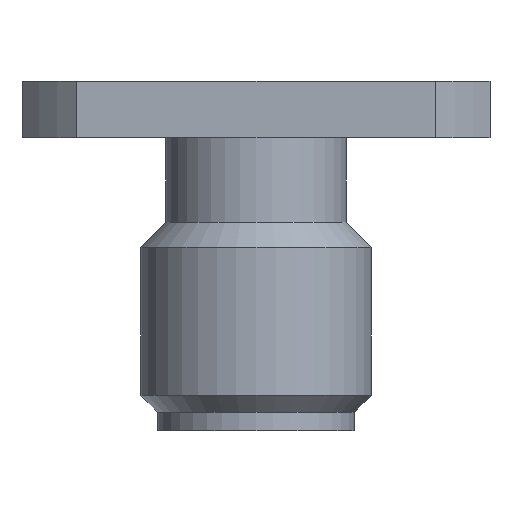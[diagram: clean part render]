
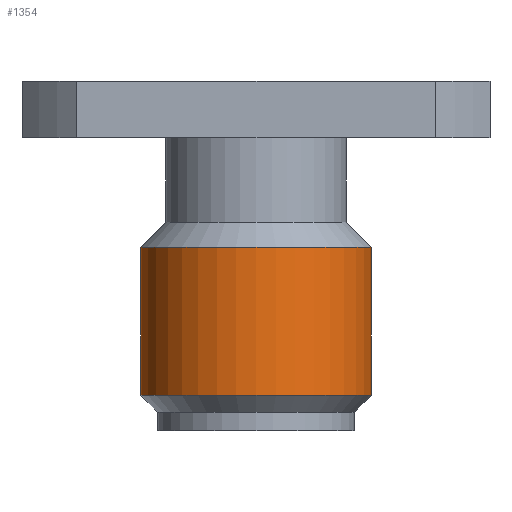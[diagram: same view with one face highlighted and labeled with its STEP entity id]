
A CAD part, front view. The second image highlights one B-rep face of the part: STEP entity #1354.
In plain terms, the highlighted cylindrical face has radius 3.13 mm (diameter 6.26 mm), a partial arc.
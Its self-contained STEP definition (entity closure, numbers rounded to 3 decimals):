
#40 = EDGE_CURVE ( 'NONE', #663, #1612, #474, .T. ) ;
#48 = CIRCLE ( 'NONE', #442, 3.13 ) ;
#137 = FACE_OUTER_BOUND ( 'NONE', #170, .T. ) ;
#150 = CIRCLE ( 'NONE', #1103, 3.13 ) ;
#170 = EDGE_LOOP ( 'NONE', ( #218, #1378, #827, #843 ) ) ;
#209 = DIRECTION ( 'NONE',  ( 0., 0., -1. ) ) ;
#218 = ORIENTED_EDGE ( 'NONE', *, *, #40, .F. ) ;
#221 = EDGE_CURVE ( 'NONE', #1612, #410, #150, .T. ) ;
#225 = VERTEX_POINT ( 'NONE', #943 ) ;
#247 = CARTESIAN_POINT ( 'NONE',  ( 0., 0., -7.545 ) ) ;
#250 = CARTESIAN_POINT ( 'NONE',  ( -3.13, 0., -8.52 ) ) ;
#410 = VERTEX_POINT ( 'NONE', #250 ) ;
#442 = AXIS2_PLACEMENT_3D ( 'NONE', #1229, #1558, #787 ) ;
#446 = CYLINDRICAL_SURFACE ( 'NONE', #546, 3.13 ) ;
#474 = LINE ( 'NONE', #1495, #825 ) ;
#546 = AXIS2_PLACEMENT_3D ( 'NONE', #247, #1505, #857 ) ;
#639 = CARTESIAN_POINT ( 'NONE',  ( -3.13, 0., -7.545 ) ) ;
#663 = VERTEX_POINT ( 'NONE', #685 ) ;
#664 = CARTESIAN_POINT ( 'NONE',  ( 3.13, 0., -8.52 ) ) ;
#685 = CARTESIAN_POINT ( 'NONE',  ( 3.13, 0., -4.505 ) ) ;
#787 = DIRECTION ( 'NONE',  ( -1., 0., 0. ) ) ;
#825 = VECTOR ( 'NONE', #1449, 1000. ) ;
#827 = ORIENTED_EDGE ( 'NONE', *, *, #1341, .T. ) ;
#833 = EDGE_CURVE ( 'NONE', #663, #225, #48, .T. ) ;
#834 = LINE ( 'NONE', #639, #875 ) ;
#843 = ORIENTED_EDGE ( 'NONE', *, *, #221, .F. ) ;
#857 = DIRECTION ( 'NONE',  ( -1., 0., 0. ) ) ;
#875 = VECTOR ( 'NONE', #209, 1000. ) ;
#919 = DIRECTION ( 'NONE',  ( -1., 0., 0. ) ) ;
#921 = DIRECTION ( 'NONE',  ( 0., 0., -1. ) ) ;
#929 = CARTESIAN_POINT ( 'NONE',  ( 0., 0., -8.52 ) ) ;
#943 = CARTESIAN_POINT ( 'NONE',  ( -3.13, 0., -4.505 ) ) ;
#1103 = AXIS2_PLACEMENT_3D ( 'NONE', #929, #921, #919 ) ;
#1229 = CARTESIAN_POINT ( 'NONE',  ( 0., 0., -4.505 ) ) ;
#1341 = EDGE_CURVE ( 'NONE', #225, #410, #834, .T. ) ;
#1354 = ADVANCED_FACE ( 'NONE', ( #137 ), #446, .T. ) ;
#1378 = ORIENTED_EDGE ( 'NONE', *, *, #833, .T. ) ;
#1449 = DIRECTION ( 'NONE',  ( 0., 0., -1. ) ) ;
#1495 = CARTESIAN_POINT ( 'NONE',  ( 3.13, 0., -7.545 ) ) ;
#1505 = DIRECTION ( 'NONE',  ( 0., 0., -1. ) ) ;
#1558 = DIRECTION ( 'NONE',  ( 0., 0., -1. ) ) ;
#1612 = VERTEX_POINT ( 'NONE', #664 ) ;
